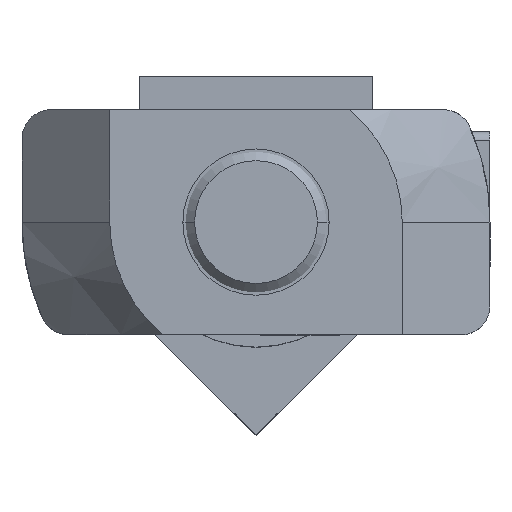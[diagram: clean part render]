
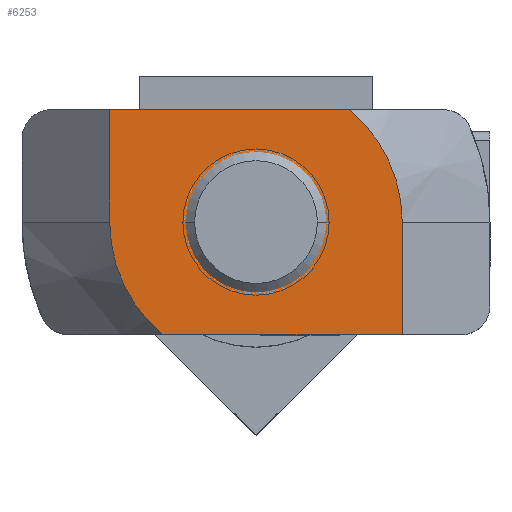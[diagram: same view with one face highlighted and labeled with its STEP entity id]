
A CAD part, top view. The second image highlights one B-rep face of the part: STEP entity #6253.
In plain terms, the highlighted face is planar.
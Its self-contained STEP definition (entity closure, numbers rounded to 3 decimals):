
#4867=CARTESIAN_POINT('',(0.,0.,0.));
#4868=DIRECTION('',(0.,1.,0.));
#4869=DIRECTION('',(0.77,0.,-0.638));
#4870=AXIS2_PLACEMENT_3D('',#4867,#4868,#4869);
#4875=DIRECTION('',(1.,0.,0.));
#4876=VECTOR('',#4875,3.85);
#4877=CARTESIAN_POINT('',(-3.85,0.,-5.));
#4878=LINE('',#4877,#4876);
#4882=DIRECTION('',(0.,0.,1.));
#4883=VECTOR('',#4882,8.19);
#4884=CARTESIAN_POINT('',(-3.85,0.,-5.));
#4885=LINE('',#4884,#4883);
#4889=CARTESIAN_POINT('',(0.,0.,0.));
#4890=DIRECTION('',(0.,-1.,0.));
#4891=DIRECTION('',(0.,0.,1.));
#4892=AXIS2_PLACEMENT_3D('',#4889,#4890,#4891);
#4897=DIRECTION('',(1.,0.,0.));
#4898=VECTOR('',#4897,3.85);
#4899=CARTESIAN_POINT('',(0.,0.,5.));
#4900=LINE('',#4899,#4898);
#4904=DIRECTION('',(0.,0.,-1.));
#4905=VECTOR('',#4904,8.19);
#4906=CARTESIAN_POINT('',(3.85,0.,5.));
#4907=LINE('',#4906,#4905);
#4911=CARTESIAN_POINT('',(0.,0.,0.));
#4912=DIRECTION('',(0.,-1.,0.));
#4913=DIRECTION('',(0.,0.,1.));
#4914=AXIS2_PLACEMENT_3D('',#4911,#4912,#4913);
#4919=CARTESIAN_POINT('',(0.,0.,0.));
#4920=DIRECTION('',(0.,-1.,0.));
#4921=DIRECTION('',(0.,0.,-1.));
#4922=AXIS2_PLACEMENT_3D('',#4919,#4920,#4921);
#6198=CARTESIAN_POINT('',(3.85,0.,5.));
#6199=VERTEX_POINT('',#6198);
#6202=CARTESIAN_POINT('',(-3.85,0.,-5.));
#6203=VERTEX_POINT('',#6202);
#6204=CARTESIAN_POINT('',(0.,0.,5.));
#6205=CARTESIAN_POINT('',(-3.85,0.,3.19));
#6206=VERTEX_POINT('',#6204);
#6207=VERTEX_POINT('',#6205);
#6212=CARTESIAN_POINT('',(3.85,0.,-3.19));
#6213=CARTESIAN_POINT('',(0.,0.,-5.));
#6214=VERTEX_POINT('',#6212);
#6215=VERTEX_POINT('',#6213);
#6220=CARTESIAN_POINT('',(0.,0.,2.065));
#6221=CARTESIAN_POINT('',(0.,0.,-2.065));
#6222=VERTEX_POINT('',#6220);
#6223=VERTEX_POINT('',#6221);
#6228=CARTESIAN_POINT('',(0.,0.,0.));
#6229=DIRECTION('',(0.,1.,0.));
#6230=DIRECTION('',(1.,0.,0.));
#6231=AXIS2_PLACEMENT_3D('',#6228,#6229,#6230);
#6232=PLANE('',#6231);
#6234=ORIENTED_EDGE('',*,*,#6233,.T.);
#6236=ORIENTED_EDGE('',*,*,#6235,.F.);
#6238=ORIENTED_EDGE('',*,*,#6237,.T.);
#6240=ORIENTED_EDGE('',*,*,#6239,.F.);
#6242=ORIENTED_EDGE('',*,*,#6241,.T.);
#6244=ORIENTED_EDGE('',*,*,#6243,.T.);
#6245=EDGE_LOOP('',(#6234,#6236,#6238,#6240,#6242,#6244));
#6246=FACE_OUTER_BOUND('',#6245,.F.);
#6248=ORIENTED_EDGE('',*,*,#6247,.T.);
#6250=ORIENTED_EDGE('',*,*,#6249,.T.);
#6251=EDGE_LOOP('',(#6248,#6250));
#6252=FACE_BOUND('',#6251,.F.);
#4871=CIRCLE('',#4870,5.);
#4893=CIRCLE('',#4892,5.);
#4915=CIRCLE('',#4914,2.065);
#4923=CIRCLE('',#4922,2.065);
#6233=EDGE_CURVE('',#6214,#6215,#4871,.T.);
#6235=EDGE_CURVE('',#6203,#6215,#4878,.T.);
#6237=EDGE_CURVE('',#6203,#6207,#4885,.T.);
#6239=EDGE_CURVE('',#6206,#6207,#4893,.T.);
#6241=EDGE_CURVE('',#6206,#6199,#4900,.T.);
#6243=EDGE_CURVE('',#6199,#6214,#4907,.T.);
#6247=EDGE_CURVE('',#6222,#6223,#4915,.T.);
#6249=EDGE_CURVE('',#6223,#6222,#4923,.T.);
#6253=ADVANCED_FACE('',(#6246,#6252),#6232,.F.);
